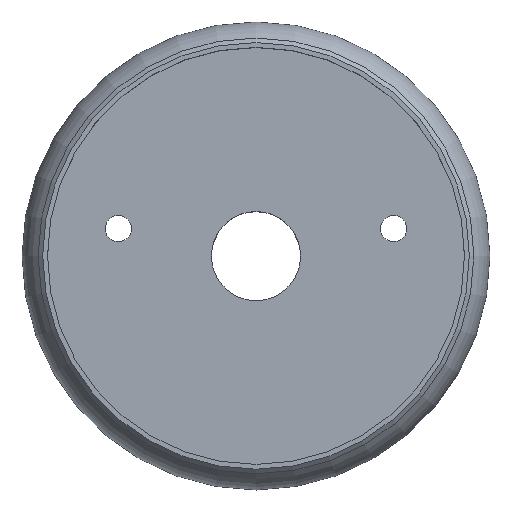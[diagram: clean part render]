
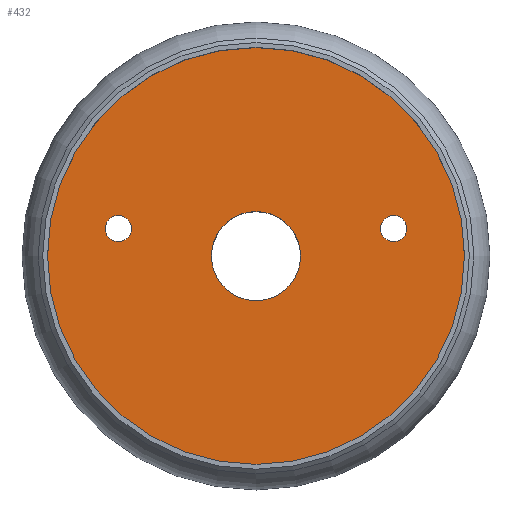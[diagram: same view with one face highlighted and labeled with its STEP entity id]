
A CAD part, top view. The second image highlights one B-rep face of the part: STEP entity #432.
In plain terms, the highlighted planar face has unit normal (0, 0, 1).
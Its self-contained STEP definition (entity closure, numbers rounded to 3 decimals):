
#44=FACE_BOUND('',#140,.T.);
#45=FACE_BOUND('',#141,.T.);
#46=FACE_BOUND('',#142,.T.);
#60=CIRCLE('',#475,1.909);
#61=CIRCLE('',#477,1.909);
#73=CIRCLE('',#497,30.3);
#75=CIRCLE('',#501,6.475);
#103=FACE_OUTER_BOUND('',#139,.T.);
#139=EDGE_LOOP('',(#387));
#140=EDGE_LOOP('',(#388));
#141=EDGE_LOOP('',(#389));
#142=EDGE_LOOP('',(#390));
#208=VERTEX_POINT('',#795);
#209=VERTEX_POINT('',#799);
#218=VERTEX_POINT('',#832);
#220=VERTEX_POINT('',#841);
#254=EDGE_CURVE('',#208,#208,#60,.T.);
#256=EDGE_CURVE('',#209,#209,#61,.T.);
#272=EDGE_CURVE('',#218,#218,#73,.T.);
#276=EDGE_CURVE('',#220,#220,#75,.T.);
#387=ORIENTED_EDGE('',*,*,#272,.T.);
#388=ORIENTED_EDGE('',*,*,#254,.T.);
#389=ORIENTED_EDGE('',*,*,#256,.T.);
#390=ORIENTED_EDGE('',*,*,#276,.T.);
#404=PLANE('',#503);
#432=ADVANCED_FACE('',(#103,#44,#45,#46),#404,.T.);
#475=AXIS2_PLACEMENT_3D('',#797,#571,#572);
#477=AXIS2_PLACEMENT_3D('',#801,#576,#577);
#497=AXIS2_PLACEMENT_3D('',#834,#620,#621);
#501=AXIS2_PLACEMENT_3D('',#842,#630,#631);
#503=AXIS2_PLACEMENT_3D('',#846,#635,#636);
#571=DIRECTION('center_axis',(0.,0.,-1.));
#572=DIRECTION('ref_axis',(1.,0.,0.));
#576=DIRECTION('center_axis',(0.,0.,-1.));
#577=DIRECTION('ref_axis',(1.,0.,0.));
#620=DIRECTION('center_axis',(0.,0.,1.));
#621=DIRECTION('ref_axis',(-1.,0.,0.));
#630=DIRECTION('center_axis',(0.,0.,-1.));
#631=DIRECTION('ref_axis',(-1.,0.,0.));
#635=DIRECTION('center_axis',(0.,0.,1.));
#636=DIRECTION('ref_axis',(1.,0.,0.));
#795=CARTESIAN_POINT('',(18.092,3.998,17.));
#797=CARTESIAN_POINT('Origin',(20.001,3.998,17.));
#799=CARTESIAN_POINT('',(-21.909,3.998,17.));
#801=CARTESIAN_POINT('Origin',(-20.001,3.998,17.));
#832=CARTESIAN_POINT('',(30.3,0.,17.));
#834=CARTESIAN_POINT('Origin',(0.,0.,17.));
#841=CARTESIAN_POINT('',(6.475,0.,17.));
#842=CARTESIAN_POINT('Origin',(0.,0.,17.));
#846=CARTESIAN_POINT('Origin',(26.,0.,17.));
